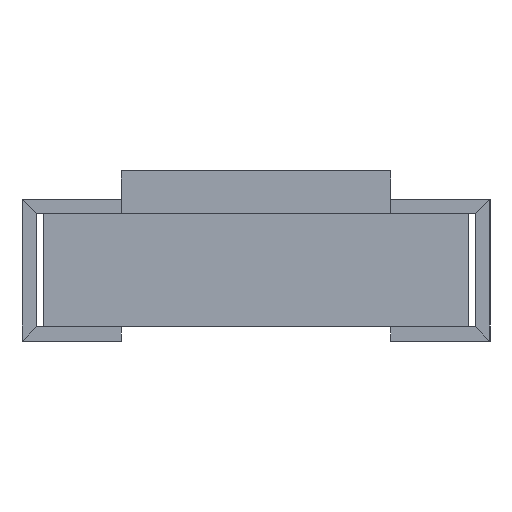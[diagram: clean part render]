
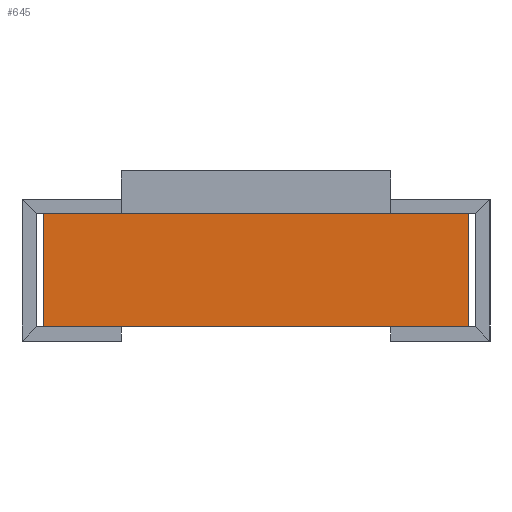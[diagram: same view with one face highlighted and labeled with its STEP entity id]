
A CAD part, left-side view. The second image highlights one B-rep face of the part: STEP entity #645.
In plain terms, the highlighted planar face has unit normal (-1, 0, 0).
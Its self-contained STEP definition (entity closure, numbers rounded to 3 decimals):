
#52 = CARTESIAN_POINT ( 'NONE',  ( -3.2, -0.75, 0.45 ) ) ;
#416 = ORIENTED_EDGE ( 'NONE', *, *, #8718, .F. ) ;
#645 = ADVANCED_FACE ( 'NONE', ( #21034 ), #14203, .F. ) ;
#1827 = DIRECTION ( 'NONE',  ( 0., 0., -1. ) ) ;
#2465 = VECTOR ( 'NONE', #16431, 1000. ) ;
#2468 = CARTESIAN_POINT ( 'NONE',  ( -3.2, -0.75, 0.05 ) ) ;
#3014 = VERTEX_POINT ( 'NONE', #4344 ) ;
#3243 = ORIENTED_EDGE ( 'NONE', *, *, #18794, .T. ) ;
#4344 = CARTESIAN_POINT ( 'NONE',  ( -3.2, -0.75, 0.45 ) ) ;
#4677 = VERTEX_POINT ( 'NONE', #2468 ) ;
#4869 = DIRECTION ( 'NONE',  ( 0., -1., 0. ) ) ;
#4953 = VERTEX_POINT ( 'NONE', #7859 ) ;
#6151 = VECTOR ( 'NONE', #1827, 1000. ) ;
#7607 = DIRECTION ( 'NONE',  ( 1., 0., 0. ) ) ;
#7859 = CARTESIAN_POINT ( 'NONE',  ( -3.2, 0.75, 0.45 ) ) ;
#7998 = EDGE_CURVE ( 'NONE', #4953, #3014, #8328, .T. ) ;
#8328 = LINE ( 'NONE', #9880, #19941 ) ;
#8718 = EDGE_CURVE ( 'NONE', #3014, #4677, #18568, .T. ) ;
#9526 = LINE ( 'NONE', #16244, #16422 ) ;
#9880 = CARTESIAN_POINT ( 'NONE',  ( -3.2, 0.75, 0.45 ) ) ;
#10433 = VERTEX_POINT ( 'NONE', #16699 ) ;
#10797 = EDGE_LOOP ( 'NONE', ( #3243, #416, #15394, #19794 ) ) ;
#10862 = CARTESIAN_POINT ( 'NONE',  ( -3.2, 0.75, 0.45 ) ) ;
#13295 = EDGE_CURVE ( 'NONE', #4953, #10433, #13296, .T. ) ;
#13296 = LINE ( 'NONE', #14627, #2465 ) ;
#14203 = PLANE ( 'NONE',  #16824 ) ;
#14627 = CARTESIAN_POINT ( 'NONE',  ( -3.2, 0.75, 0.45 ) ) ;
#15394 = ORIENTED_EDGE ( 'NONE', *, *, #7998, .F. ) ;
#16244 = CARTESIAN_POINT ( 'NONE',  ( -3.2, 0.75, 0.05 ) ) ;
#16422 = VECTOR ( 'NONE', #4869, 1000. ) ;
#16431 = DIRECTION ( 'NONE',  ( 0., 0., -1. ) ) ;
#16433 = DIRECTION ( 'NONE',  ( 0., 0., -1. ) ) ;
#16696 = DIRECTION ( 'NONE',  ( 0., -1., 0. ) ) ;
#16699 = CARTESIAN_POINT ( 'NONE',  ( -3.2, 0.75, 0.05 ) ) ;
#16824 = AXIS2_PLACEMENT_3D ( 'NONE', #10862, #7607, #16433 ) ;
#18568 = LINE ( 'NONE', #52, #6151 ) ;
#18794 = EDGE_CURVE ( 'NONE', #10433, #4677, #9526, .T. ) ;
#19794 = ORIENTED_EDGE ( 'NONE', *, *, #13295, .T. ) ;
#19941 = VECTOR ( 'NONE', #16696, 1000. ) ;
#21034 = FACE_OUTER_BOUND ( 'NONE', #10797, .T. ) ;
